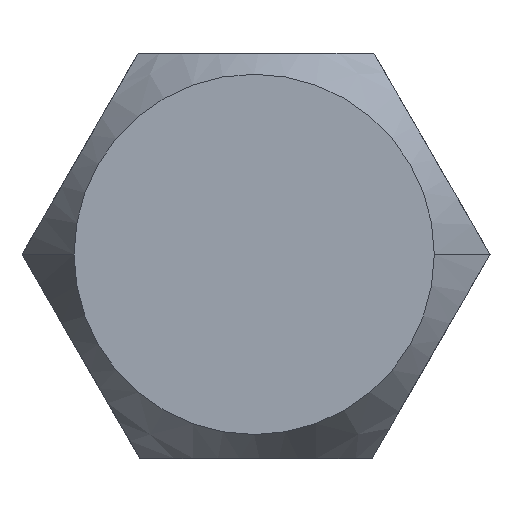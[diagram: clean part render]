
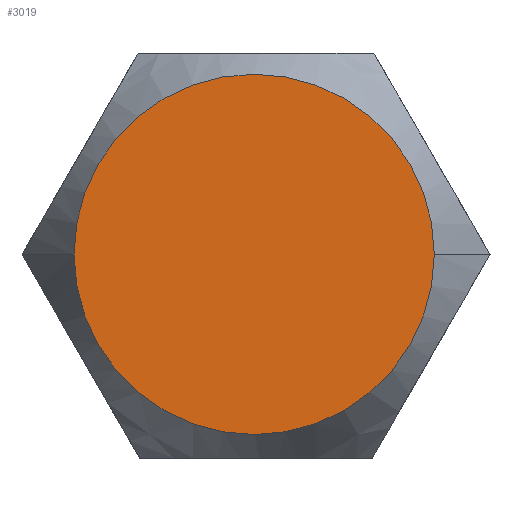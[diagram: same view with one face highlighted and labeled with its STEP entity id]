
A CAD part, front view. The second image highlights one B-rep face of the part: STEP entity #3019.
In plain terms, the highlighted planar face has unit normal (0, -1, 0).
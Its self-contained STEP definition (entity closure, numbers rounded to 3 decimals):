
#505 = CIRCLE ( 'NONE', #3353, 2.8 ) ;
#606 = DIRECTION ( 'NONE',  ( -1., 0., 0. ) ) ;
#797 = DIRECTION ( 'NONE',  ( -1., 0., 0. ) ) ;
#875 = CARTESIAN_POINT ( 'NONE',  ( 0., 0., 0. ) ) ;
#920 = PLANE ( 'NONE',  #1019 ) ;
#931 = VERTEX_POINT ( 'NONE', #1665 ) ;
#975 = CARTESIAN_POINT ( 'NONE',  ( 2.8, 0., 0. ) ) ;
#1019 = AXIS2_PLACEMENT_3D ( 'NONE', #1209, #3241, #1504 ) ;
#1209 = CARTESIAN_POINT ( 'NONE',  ( 0.029, 0., 6.3 ) ) ;
#1289 = VERTEX_POINT ( 'NONE', #975 ) ;
#1358 = CARTESIAN_POINT ( 'NONE',  ( 0., 0., 0. ) ) ;
#1394 = DIRECTION ( 'NONE',  ( 0., 1., 0. ) ) ;
#1504 = DIRECTION ( 'NONE',  ( 1., 0., 0. ) ) ;
#1581 = CIRCLE ( 'NONE', #3743, 2.8 ) ;
#1665 = CARTESIAN_POINT ( 'NONE',  ( -2.8, 0., 0. ) ) ;
#2577 = DIRECTION ( 'NONE',  ( 0., 1., 0. ) ) ;
#3019 = ADVANCED_FACE ( 'NONE', ( #3215 ), #920, .T. ) ;
#3214 = EDGE_CURVE ( 'NONE', #1289, #931, #505, .T. ) ;
#3215 = FACE_OUTER_BOUND ( 'NONE', #3280, .T. ) ;
#3241 = DIRECTION ( 'NONE',  ( 0., -1., 0. ) ) ;
#3269 = EDGE_CURVE ( 'NONE', #931, #1289, #1581, .T. ) ;
#3280 = EDGE_LOOP ( 'NONE', ( #3526, #3730 ) ) ;
#3353 = AXIS2_PLACEMENT_3D ( 'NONE', #1358, #1394, #797 ) ;
#3526 = ORIENTED_EDGE ( 'NONE', *, *, #3269, .F. ) ;
#3730 = ORIENTED_EDGE ( 'NONE', *, *, #3214, .F. ) ;
#3743 = AXIS2_PLACEMENT_3D ( 'NONE', #875, #2577, #606 ) ;
